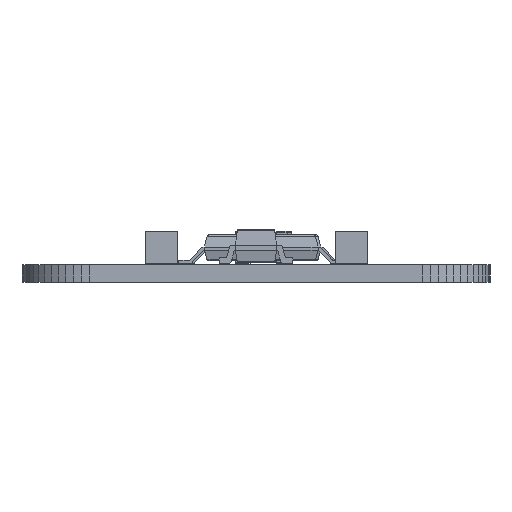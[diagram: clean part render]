
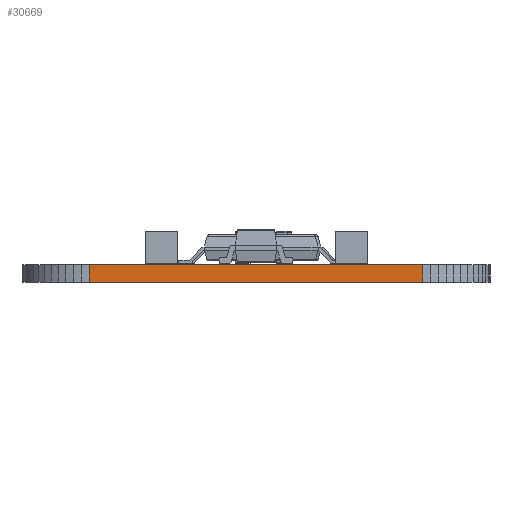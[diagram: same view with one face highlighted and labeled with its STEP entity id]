
A CAD part, front view. The second image highlights one B-rep face of the part: STEP entity #30669.
In plain terms, the highlighted planar face has unit normal (0, -1, 0).
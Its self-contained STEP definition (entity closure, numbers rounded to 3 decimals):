
#23828 = PLANE('',#23829);
#23829 = AXIS2_PLACEMENT_3D('',#23830,#23831,#23832);
#23830 = CARTESIAN_POINT('',(121.92,-77.47,0.68));
#23831 = DIRECTION('',(-0.,-0.,-1.));
#23832 = DIRECTION('',(-1.,0.,0.));
#23882 = PLANE('',#23883);
#23883 = AXIS2_PLACEMENT_3D('',#23884,#23885,#23886);
#23884 = CARTESIAN_POINT('',(121.92,-77.47,0.));
#23885 = DIRECTION('',(-0.,-0.,-1.));
#23886 = DIRECTION('',(-1.,0.,0.));
#24691 = VERTEX_POINT('',#24692);
#24692 = CARTESIAN_POINT('',(128.372,-104.214,0.));
#24706 = PLANE('',#24707);
#24707 = AXIS2_PLACEMENT_3D('',#24708,#24709,#24710);
#24708 = CARTESIAN_POINT('',(128.687,-104.195,0.));
#24709 = DIRECTION('',(0.06,-0.998,0.));
#24710 = DIRECTION('',(-0.998,-0.06,0.));
#24718 = EDGE_CURVE('',#24691,#24719,#24721,.T.);
#24719 = VERTEX_POINT('',#24720);
#24720 = CARTESIAN_POINT('',(115.468,-104.214,0.));
#24721 = SURFACE_CURVE('',#24722,(#24726,#24733),.PCURVE_S1.);
#24722 = LINE('',#24723,#24724);
#24723 = CARTESIAN_POINT('',(128.372,-104.214,0.));
#24724 = VECTOR('',#24725,1.);
#24725 = DIRECTION('',(-1.,0.,0.));
#24726 = PCURVE('',#23882,#24727);
#24727 = DEFINITIONAL_REPRESENTATION('',(#24728),#24732);
#24728 = LINE('',#24729,#24730);
#24729 = CARTESIAN_POINT('',(-6.452,-26.744));
#24730 = VECTOR('',#24731,1.);
#24731 = DIRECTION('',(1.,0.));
#24732 = ( GEOMETRIC_REPRESENTATION_CONTEXT(2) 
PARAMETRIC_REPRESENTATION_CONTEXT() REPRESENTATION_CONTEXT('2D SPACE',''
  ) );
#24733 = PCURVE('',#24734,#24739);
#24734 = PLANE('',#24735);
#24735 = AXIS2_PLACEMENT_3D('',#24736,#24737,#24738);
#24736 = CARTESIAN_POINT('',(128.372,-104.214,0.));
#24737 = DIRECTION('',(0.,-1.,0.));
#24738 = DIRECTION('',(-1.,0.,0.));
#24739 = DEFINITIONAL_REPRESENTATION('',(#24740),#24744);
#24740 = LINE('',#24741,#24742);
#24741 = CARTESIAN_POINT('',(0.,-0.));
#24742 = VECTOR('',#24743,1.);
#24743 = DIRECTION('',(1.,0.));
#24744 = ( GEOMETRIC_REPRESENTATION_CONTEXT(2) 
PARAMETRIC_REPRESENTATION_CONTEXT() REPRESENTATION_CONTEXT('2D SPACE',''
  ) );
#24762 = PLANE('',#24763);
#24763 = AXIS2_PLACEMENT_3D('',#24764,#24765,#24766);
#24764 = CARTESIAN_POINT('',(115.468,-104.214,0.));
#24765 = DIRECTION('',(-0.06,-0.998,0.));
#24766 = DIRECTION('',(-0.998,0.06,0.));
#27459 = VERTEX_POINT('',#27460);
#27460 = CARTESIAN_POINT('',(128.372,-104.214,0.68));
#27481 = EDGE_CURVE('',#27459,#27482,#27484,.T.);
#27482 = VERTEX_POINT('',#27483);
#27483 = CARTESIAN_POINT('',(115.468,-104.214,0.68));
#27484 = SURFACE_CURVE('',#27485,(#27489,#27496),.PCURVE_S1.);
#27485 = LINE('',#27486,#27487);
#27486 = CARTESIAN_POINT('',(128.372,-104.214,0.68));
#27487 = VECTOR('',#27488,1.);
#27488 = DIRECTION('',(-1.,0.,0.));
#27489 = PCURVE('',#23828,#27490);
#27490 = DEFINITIONAL_REPRESENTATION('',(#27491),#27495);
#27491 = LINE('',#27492,#27493);
#27492 = CARTESIAN_POINT('',(-6.452,-26.744));
#27493 = VECTOR('',#27494,1.);
#27494 = DIRECTION('',(1.,0.));
#27495 = ( GEOMETRIC_REPRESENTATION_CONTEXT(2) 
PARAMETRIC_REPRESENTATION_CONTEXT() REPRESENTATION_CONTEXT('2D SPACE',''
  ) );
#27496 = PCURVE('',#24734,#27497);
#27497 = DEFINITIONAL_REPRESENTATION('',(#27498),#27502);
#27498 = LINE('',#27499,#27500);
#27499 = CARTESIAN_POINT('',(0.,-0.68));
#27500 = VECTOR('',#27501,1.);
#27501 = DIRECTION('',(1.,0.));
#27502 = ( GEOMETRIC_REPRESENTATION_CONTEXT(2) 
PARAMETRIC_REPRESENTATION_CONTEXT() REPRESENTATION_CONTEXT('2D SPACE',''
  ) );
#30621 = EDGE_CURVE('',#24691,#27459,#30622,.T.);
#30622 = SURFACE_CURVE('',#30623,(#30627,#30634),.PCURVE_S1.);
#30623 = LINE('',#30624,#30625);
#30624 = CARTESIAN_POINT('',(128.372,-104.214,0.));
#30625 = VECTOR('',#30626,1.);
#30626 = DIRECTION('',(0.,0.,1.));
#30627 = PCURVE('',#24706,#30628);
#30628 = DEFINITIONAL_REPRESENTATION('',(#30629),#30633);
#30629 = LINE('',#30630,#30631);
#30630 = CARTESIAN_POINT('',(0.316,0.));
#30631 = VECTOR('',#30632,1.);
#30632 = DIRECTION('',(0.,-1.));
#30633 = ( GEOMETRIC_REPRESENTATION_CONTEXT(2) 
PARAMETRIC_REPRESENTATION_CONTEXT() REPRESENTATION_CONTEXT('2D SPACE',''
  ) );
#30634 = PCURVE('',#24734,#30635);
#30635 = DEFINITIONAL_REPRESENTATION('',(#30636),#30640);
#30636 = LINE('',#30637,#30638);
#30637 = CARTESIAN_POINT('',(0.,-0.));
#30638 = VECTOR('',#30639,1.);
#30639 = DIRECTION('',(0.,-1.));
#30640 = ( GEOMETRIC_REPRESENTATION_CONTEXT(2) 
PARAMETRIC_REPRESENTATION_CONTEXT() REPRESENTATION_CONTEXT('2D SPACE',''
  ) );
#30669 = ADVANCED_FACE('',(#30670),#24734,.T.);
#30670 = FACE_BOUND('',#30671,.T.);
#30671 = EDGE_LOOP('',(#30672,#30673,#30674,#30695));
#30672 = ORIENTED_EDGE('',*,*,#30621,.T.);
#30673 = ORIENTED_EDGE('',*,*,#27481,.T.);
#30674 = ORIENTED_EDGE('',*,*,#30675,.F.);
#30675 = EDGE_CURVE('',#24719,#27482,#30676,.T.);
#30676 = SURFACE_CURVE('',#30677,(#30681,#30688),.PCURVE_S1.);
#30677 = LINE('',#30678,#30679);
#30678 = CARTESIAN_POINT('',(115.468,-104.214,0.));
#30679 = VECTOR('',#30680,1.);
#30680 = DIRECTION('',(0.,0.,1.));
#30681 = PCURVE('',#24734,#30682);
#30682 = DEFINITIONAL_REPRESENTATION('',(#30683),#30687);
#30683 = LINE('',#30684,#30685);
#30684 = CARTESIAN_POINT('',(12.903,0.));
#30685 = VECTOR('',#30686,1.);
#30686 = DIRECTION('',(0.,-1.));
#30687 = ( GEOMETRIC_REPRESENTATION_CONTEXT(2) 
PARAMETRIC_REPRESENTATION_CONTEXT() REPRESENTATION_CONTEXT('2D SPACE',''
  ) );
#30688 = PCURVE('',#24762,#30689);
#30689 = DEFINITIONAL_REPRESENTATION('',(#30690),#30694);
#30690 = LINE('',#30691,#30692);
#30691 = CARTESIAN_POINT('',(0.,0.));
#30692 = VECTOR('',#30693,1.);
#30693 = DIRECTION('',(0.,-1.));
#30694 = ( GEOMETRIC_REPRESENTATION_CONTEXT(2) 
PARAMETRIC_REPRESENTATION_CONTEXT() REPRESENTATION_CONTEXT('2D SPACE',''
  ) );
#30695 = ORIENTED_EDGE('',*,*,#24718,.F.);
